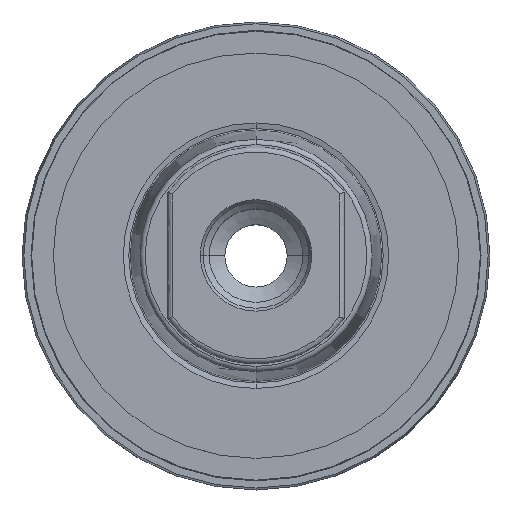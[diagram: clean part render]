
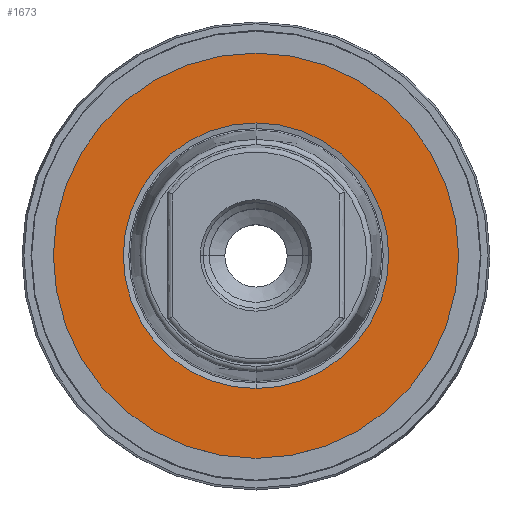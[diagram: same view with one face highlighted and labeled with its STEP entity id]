
A CAD part, top view. The second image highlights one B-rep face of the part: STEP entity #1673.
In plain terms, the highlighted planar face has unit normal (0, 0, 1).
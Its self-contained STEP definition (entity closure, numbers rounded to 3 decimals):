
#599=CARTESIAN_POINT('',(0.,0.,0.));
#600=DIRECTION('',(0.,0.,-1.));
#601=DIRECTION('',(0.,-1.,0.));
#602=AXIS2_PLACEMENT_3D('',#599,#600,#601);
#621=CARTESIAN_POINT('',(0.,0.,0.));
#622=DIRECTION('',(0.,0.,1.));
#623=DIRECTION('',(0.,-1.,0.));
#624=AXIS2_PLACEMENT_3D('',#621,#622,#623);
#629=CARTESIAN_POINT('',(0.,0.,0.));
#630=DIRECTION('',(0.,0.,-1.));
#631=DIRECTION('',(0.,1.,0.));
#632=AXIS2_PLACEMENT_3D('',#629,#630,#631);
#637=CARTESIAN_POINT('',(0.,0.,0.));
#638=DIRECTION('',(0.,0.,-1.));
#639=DIRECTION('',(0.,-1.,0.));
#640=AXIS2_PLACEMENT_3D('',#637,#638,#639);
#1023=CARTESIAN_POINT('',(0.,-12.776,0.));
#1025=VERTEX_POINT('',#1023);
#1033=CARTESIAN_POINT('',(0.,12.776,0.));
#1035=VERTEX_POINT('',#1033);
#1121=CARTESIAN_POINT('',(0.,19.5,0.));
#1122=VERTEX_POINT('',#1121);
#1123=CARTESIAN_POINT('',(0.,-19.5,0.));
#1124=VERTEX_POINT('',#1123);
#1658=CARTESIAN_POINT('',(0.,0.,0.));
#1659=DIRECTION('',(0.,0.,-1.));
#1660=DIRECTION('',(0.,1.,0.));
#1661=AXIS2_PLACEMENT_3D('',#1658,#1659,#1660);
#1662=PLANE('',#1661);
#1664=ORIENTED_EDGE('',*,*,#1663,.T.);
#1666=ORIENTED_EDGE('',*,*,#1665,.T.);
#1667=EDGE_LOOP('',(#1664,#1666));
#1668=FACE_OUTER_BOUND('',#1667,.F.);
#1669=ORIENTED_EDGE('',*,*,#1637,.F.);
#1670=ORIENTED_EDGE('',*,*,#1653,.T.);
#1671=EDGE_LOOP('',(#1669,#1670));
#1672=FACE_BOUND('',#1671,.F.);
#603=CIRCLE('',#602,12.776);
#625=CIRCLE('',#624,12.776);
#633=CIRCLE('',#632,19.5);
#641=CIRCLE('',#640,19.5);
#1637=EDGE_CURVE('',#1025,#1035,#603,.T.);
#1653=EDGE_CURVE('',#1025,#1035,#625,.T.);
#1663=EDGE_CURVE('',#1122,#1124,#633,.T.);
#1665=EDGE_CURVE('',#1124,#1122,#641,.T.);
#1673=ADVANCED_FACE('',(#1668,#1672),#1662,.F.);
